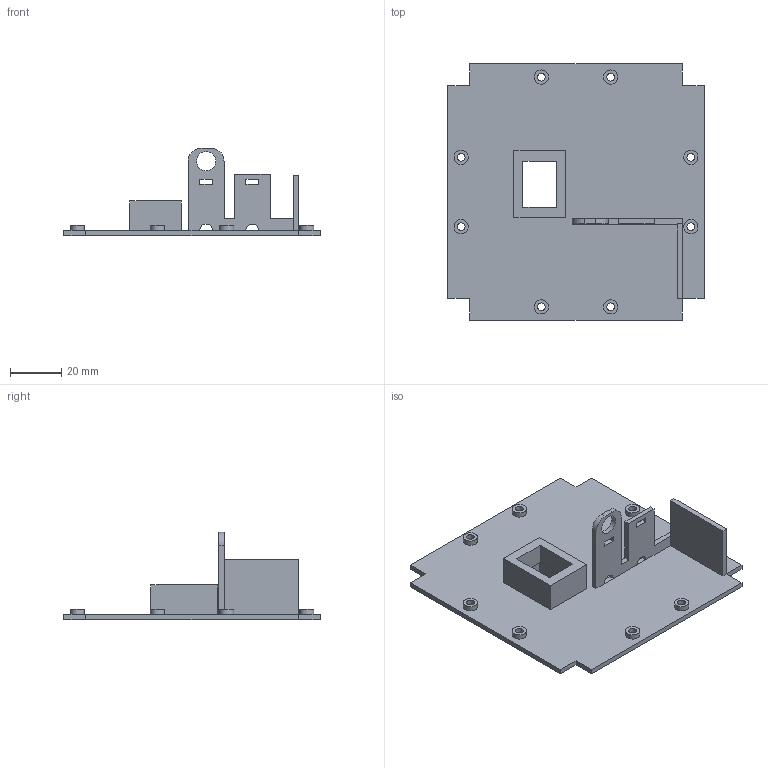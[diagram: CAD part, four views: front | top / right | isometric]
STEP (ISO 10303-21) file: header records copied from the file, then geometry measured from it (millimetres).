
FILE_DESCRIPTION(('FreeCAD Model'),'2;1');
FILE_NAME('Open CASCADE Shape Model','2026-02-15T20:24:26',(''),(''), 'Open CASCADE STEP processor 7.8','FreeCAD','Unknown');
FILE_SCHEMA(('AUTOMOTIVE_DESIGN { 1 0 10303 214 1 1 1 1 }'));
Length unit declared in the file: millimetre
Products named in the file (1): Back
Bounding box: 100 x 100 x 34 mm (x, y, z)
Volume: 24566.1 mm3; surface area: 25253 mm2
Topology: 1 solids, 1 shells, 90 faces, 232 edges, 150 vertices
Faces by surface type: plane 61, cylinder 21, cone 8
Full cylindrical faces by diameter (mm): 3 x8, 5.6 x8, 7.5 x1
Entity records: 5823 total; most frequent: CARTESIAN_POINT 1047, DIRECTION 889, LINE 566, VECTOR 566, ORIENTED_EDGE 464, PCURVE 464, DEFINITIONAL_REPRESENTATION 464, EDGE_CURVE 232
